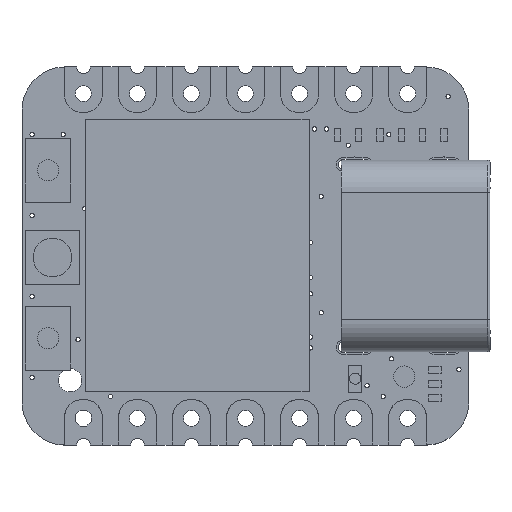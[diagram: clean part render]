
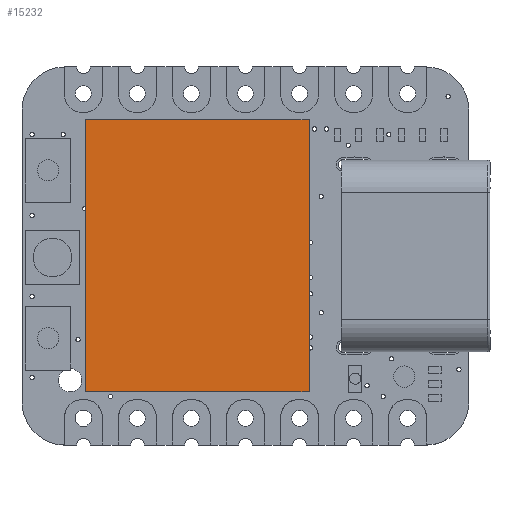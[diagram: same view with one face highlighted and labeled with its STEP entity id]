
A CAD part, top view. The second image highlights one B-rep face of the part: STEP entity #15232.
In plain terms, the highlighted planar face has unit normal (0, 0, 1).
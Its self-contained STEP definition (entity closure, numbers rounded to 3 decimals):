
#15177=CARTESIAN_POINT('',(-7.008,6.392,3.72));
#15178=VERTEX_POINT('',#15177);
#15185=CARTESIAN_POINT('',(3.492,6.392,3.72));
#15186=VERTEX_POINT('',#15185);
#15187=CARTESIAN_POINT('',(3.492,6.392,3.72));
#15188=DIRECTION('',(-1.,0.,0.));
#15189=VECTOR('',#15188,10.5);
#15190=LINE('',#15187,#15189);
#15191=EDGE_CURVE('',#15186,#15178,#15190,.T.);
#15202=CARTESIAN_POINT('',(-2.54,0.,3.72));
#15203=DIRECTION('',(0.,0.,1.));
#15204=DIRECTION('',(1.,0.,0.));
#15205=AXIS2_PLACEMENT_3D('',#15202,#15203,#15204);
#15206=PLANE('',#15205);
#15207=ORIENTED_EDGE('',*,*,#15191,.T.);
#15208=CARTESIAN_POINT('',(-7.008,-6.392,3.72));
#15209=VERTEX_POINT('',#15208);
#15210=CARTESIAN_POINT('',(-7.008,6.392,3.72));
#15211=DIRECTION('',(0.,-1.,0.));
#15212=VECTOR('',#15211,12.784);
#15213=LINE('',#15210,#15212);
#15214=EDGE_CURVE('',#15178,#15209,#15213,.T.);
#15215=ORIENTED_EDGE('',*,*,#15214,.T.);
#15216=CARTESIAN_POINT('',(3.492,-6.392,3.72));
#15217=VERTEX_POINT('',#15216);
#15218=CARTESIAN_POINT('',(-7.008,-6.392,3.72));
#15219=DIRECTION('',(1.,0.,-0.));
#15220=VECTOR('',#15219,10.5);
#15221=LINE('',#15218,#15220);
#15222=EDGE_CURVE('',#15209,#15217,#15221,.T.);
#15223=ORIENTED_EDGE('',*,*,#15222,.T.);
#15224=CARTESIAN_POINT('',(3.492,-6.392,3.72));
#15225=DIRECTION('',(0.,1.,0.));
#15226=VECTOR('',#15225,12.784);
#15227=LINE('',#15224,#15226);
#15228=EDGE_CURVE('',#15217,#15186,#15227,.T.);
#15229=ORIENTED_EDGE('',*,*,#15228,.T.);
#15230=EDGE_LOOP('',(#15207,#15215,#15223,#15229));
#15231=FACE_BOUND('',#15230,.T.);
#15232=ADVANCED_FACE('',(#15231),#15206,.T.);
